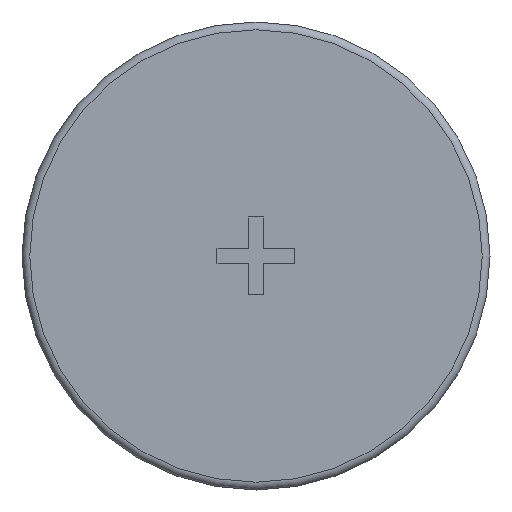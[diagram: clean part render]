
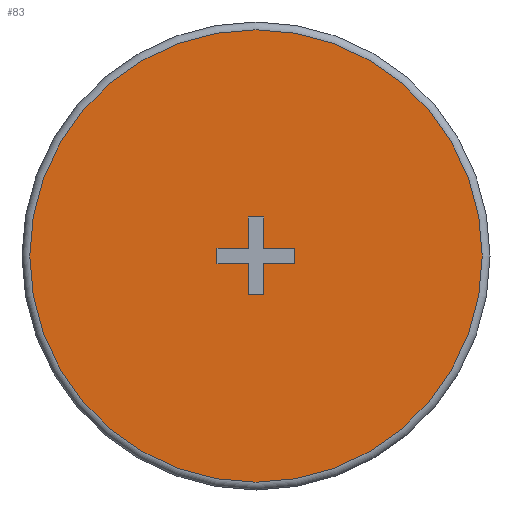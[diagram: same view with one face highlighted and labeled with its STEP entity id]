
A CAD part, front view. The second image highlights one B-rep face of the part: STEP entity #83.
In plain terms, the highlighted planar face has unit normal (0, -1, 0).
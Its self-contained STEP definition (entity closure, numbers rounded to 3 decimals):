
#83 = ADVANCED_FACE( '', ( #167, #168 ), #169, .F. );
#167 = FACE_BOUND( '', #244, .T. );
#168 = FACE_OUTER_BOUND( '', #245, .T. );
#169 = PLANE( '', #246 );
#244 = EDGE_LOOP( '', ( #397, #398, #399, #400, #401, #402, #403, #404, #405, #406, #407, #408 ) );
#245 = EDGE_LOOP( '', ( #409 ) );
#246 = AXIS2_PLACEMENT_3D( '', #410, #411, #412 );
#397 = ORIENTED_EDGE( '', *, *, #464, .T. );
#398 = ORIENTED_EDGE( '', *, *, #430, .F. );
#399 = ORIENTED_EDGE( '', *, *, #475, .T. );
#400 = ORIENTED_EDGE( '', *, *, #466, .T. );
#401 = ORIENTED_EDGE( '', *, *, #471, .T. );
#402 = ORIENTED_EDGE( '', *, *, #422, .T. );
#403 = ORIENTED_EDGE( '', *, *, #448, .T. );
#404 = ORIENTED_EDGE( '', *, *, #483, .T. );
#405 = ORIENTED_EDGE( '', *, *, #480, .T. );
#406 = ORIENTED_EDGE( '', *, *, #458, .T. );
#407 = ORIENTED_EDGE( '', *, *, #477, .T. );
#408 = ORIENTED_EDGE( '', *, *, #451, .T. );
#409 = ORIENTED_EDGE( '', *, *, #428, .T. );
#410 = CARTESIAN_POINT( '', ( 14.5, 0., 0. ) );
#411 = DIRECTION( '', ( 0., 1., 0. ) );
#412 = DIRECTION( '', ( 0., 0., 1. ) );
#422 = EDGE_CURVE( '', #486, #487, #488, .T. );
#428 = EDGE_CURVE( '', #497, #497, #498, .T. );
#430 = EDGE_CURVE( '', #500, #501, #502, .T. );
#448 = EDGE_CURVE( '', #487, #531, #532, .T. );
#451 = EDGE_CURVE( '', #535, #536, #537, .T. );
#458 = EDGE_CURVE( '', #546, #547, #548, .T. );
#464 = EDGE_CURVE( '', #536, #501, #555, .T. );
#466 = EDGE_CURVE( '', #557, #558, #559, .T. );
#471 = EDGE_CURVE( '', #558, #486, #564, .T. );
#475 = EDGE_CURVE( '', #500, #557, #569, .T. );
#477 = EDGE_CURVE( '', #547, #535, #571, .T. );
#480 = EDGE_CURVE( '', #574, #546, #575, .T. );
#483 = EDGE_CURVE( '', #531, #574, #578, .T. );
#486 = VERTEX_POINT( '', #581 );
#487 = VERTEX_POINT( '', #582 );
#488 = LINE( '', #583, #584 );
#497 = VERTEX_POINT( '', #596 );
#498 = CIRCLE( '', #597, 14.5 );
#500 = VERTEX_POINT( '', #599 );
#501 = VERTEX_POINT( '', #600 );
#502 = LINE( '', #601, #602 );
#531 = VERTEX_POINT( '', #644 );
#532 = LINE( '', #645, #646 );
#535 = VERTEX_POINT( '', #650 );
#536 = VERTEX_POINT( '', #651 );
#537 = LINE( '', #652, #653 );
#546 = VERTEX_POINT( '', #664 );
#547 = VERTEX_POINT( '', #665 );
#548 = LINE( '', #666, #667 );
#555 = LINE( '', #676, #677 );
#557 = VERTEX_POINT( '', #679 );
#558 = VERTEX_POINT( '', #680 );
#559 = LINE( '', #681, #682 );
#564 = LINE( '', #689, #690 );
#569 = LINE( '', #695, #696 );
#571 = LINE( '', #698, #699 );
#574 = VERTEX_POINT( '', #702 );
#575 = LINE( '', #703, #704 );
#578 = LINE( '', #708, #709 );
#581 = CARTESIAN_POINT( '', ( -0.5, 0., -2.5 ) );
#582 = CARTESIAN_POINT( '', ( -0.5, 0., -0.5 ) );
#583 = CARTESIAN_POINT( '', ( -0.5, 0., -2.5 ) );
#584 = VECTOR( '', #711, 1000. );
#596 = CARTESIAN_POINT( '', ( 0., 0., -14.5 ) );
#597 = AXIS2_PLACEMENT_3D( '', #718, #719, #720 );
#599 = CARTESIAN_POINT( '', ( 2.5, 0., -0.5 ) );
#600 = CARTESIAN_POINT( '', ( 2.5, 0., 0.5 ) );
#601 = CARTESIAN_POINT( '', ( 2.5, 0., 0. ) );
#602 = VECTOR( '', #721, 1000. );
#644 = CARTESIAN_POINT( '', ( -2.5, 0., -0.5 ) );
#645 = CARTESIAN_POINT( '', ( -0.5, 0., -0.5 ) );
#646 = VECTOR( '', #738, 1000. );
#650 = CARTESIAN_POINT( '', ( 0.5, 0., 2.5 ) );
#651 = CARTESIAN_POINT( '', ( 0.5, 0., 0.5 ) );
#652 = CARTESIAN_POINT( '', ( 0.5, 0., 2.5 ) );
#653 = VECTOR( '', #740, 1000. );
#664 = CARTESIAN_POINT( '', ( -0.5, 0., 0.5 ) );
#665 = CARTESIAN_POINT( '', ( -0.5, 0., 2.5 ) );
#666 = CARTESIAN_POINT( '', ( -0.5, 0., 0.5 ) );
#667 = VECTOR( '', #749, 1000. );
#676 = CARTESIAN_POINT( '', ( 0.5, 0., 0.5 ) );
#677 = VECTOR( '', #755, 1000. );
#679 = CARTESIAN_POINT( '', ( 0.5, 0., -0.5 ) );
#680 = CARTESIAN_POINT( '', ( 0.5, 0., -2.5 ) );
#681 = CARTESIAN_POINT( '', ( 0.5, 0., -0.5 ) );
#682 = VECTOR( '', #756, 1000. );
#689 = CARTESIAN_POINT( '', ( 0.5, 0., -2.5 ) );
#690 = VECTOR( '', #759, 1000. );
#695 = CARTESIAN_POINT( '', ( 2.5, 0., -0.5 ) );
#696 = VECTOR( '', #763, 1000. );
#698 = CARTESIAN_POINT( '', ( -0.5, 0., 2.5 ) );
#699 = VECTOR( '', #764, 1000. );
#702 = CARTESIAN_POINT( '', ( -2.5, 0., 0.5 ) );
#703 = CARTESIAN_POINT( '', ( -2.5, 0., 0.5 ) );
#704 = VECTOR( '', #765, 1000. );
#708 = CARTESIAN_POINT( '', ( -2.5, 0., -0.5 ) );
#709 = VECTOR( '', #767, 1000. );
#711 = DIRECTION( '', ( 0., 0., 1. ) );
#718 = CARTESIAN_POINT( '', ( 0., 0., 0. ) );
#719 = DIRECTION( '', ( 0., -1., 0. ) );
#720 = DIRECTION( '', ( 0., 0., -1. ) );
#721 = DIRECTION( '', ( 0., 0., 1. ) );
#738 = DIRECTION( '', ( -1., 0., 0. ) );
#740 = DIRECTION( '', ( 0., 0., -1. ) );
#749 = DIRECTION( '', ( 0., 0., 1. ) );
#755 = DIRECTION( '', ( 1., 0., 0. ) );
#756 = DIRECTION( '', ( 0., 0., -1. ) );
#759 = DIRECTION( '', ( -1., 0., 0. ) );
#763 = DIRECTION( '', ( -1., 0., 0. ) );
#764 = DIRECTION( '', ( 1., 0., 0. ) );
#765 = DIRECTION( '', ( 1., 0., 0. ) );
#767 = DIRECTION( '', ( 0., 0., 1. ) );
